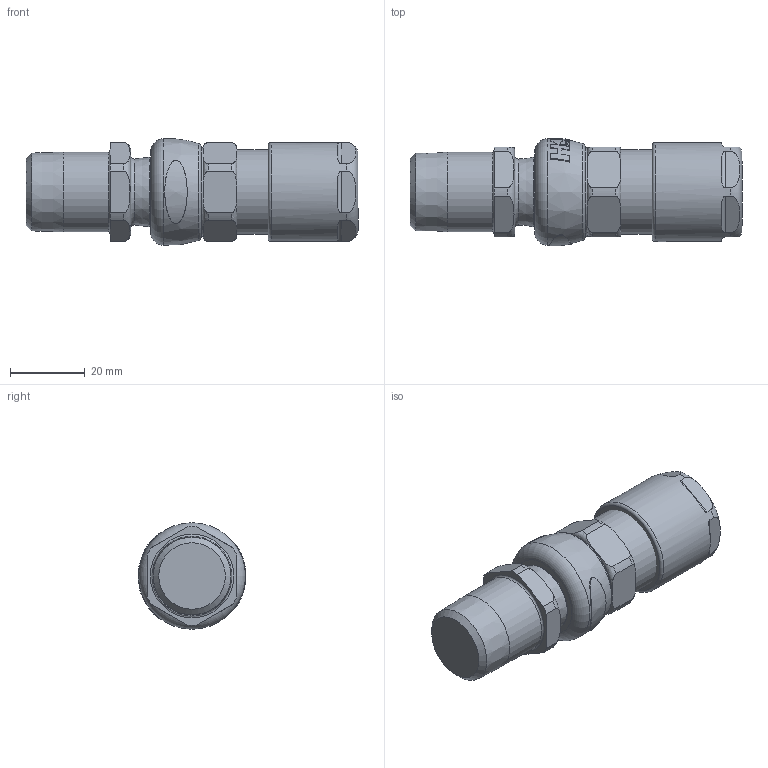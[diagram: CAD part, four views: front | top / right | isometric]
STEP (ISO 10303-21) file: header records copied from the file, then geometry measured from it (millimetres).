
FILE_DESCRIPTION(/* description */ (''),/* implementation_level */ '2;1');
FILE_NAME(/* name */ '501_453_UNIV_X O_1_2_NPT.stp',/* time_stamp */ '2020-05-27T12:22:28+06:00',/* author */ ('jgandhi'),/* organization */ (''),/* preprocessor_version */ 'ST-DEVELOPER v18',/* originating_system */ 'Autodesk Inventor 2020',/* authorisation */ '');
FILE_SCHEMA (('AUTOMOTIVE_DESIGN { 1 0 10303 214 3 1 1 }'));
Length unit declared in the file: millimetre
Products named in the file (1): 501_453_UNIV_X O_1_2_NPT
Bounding box: 88.88 x 28.86 x 28.5 mm (x, y, z)
Volume: 63077.3 mm3; surface area: 22079.3 mm2
Topology: 10 solids, 10 shells, 672 faces, 1881 edges, 1260 vertices
Faces by surface type: plane 259, torus 121, cylinder 106, cone 100, bspline 86
Full cylindrical faces by diameter (mm): 6.5 x1, 12.5 x1, 12.6 x1, 13.9 x1, 14 x2, 14.7 x2, 15.6 x3, 16 x1, 17.1 x1, 18 x2, 19 x6, 20.638 x1, 21.34 x1, 22.6 x1, 23 x1, 23.65 x1, 24 x1, 26.5 x1
Entity records: 26947 total; most frequent: CARTESIAN_POINT 9978, ORIENTED_EDGE 3762, DIRECTION 3006, EDGE_CURVE 1881, VERTEX_POINT 1260, AXIS2_PLACEMENT_3D 1254, EDGE_LOOP 709, STYLED_ITEM 682
